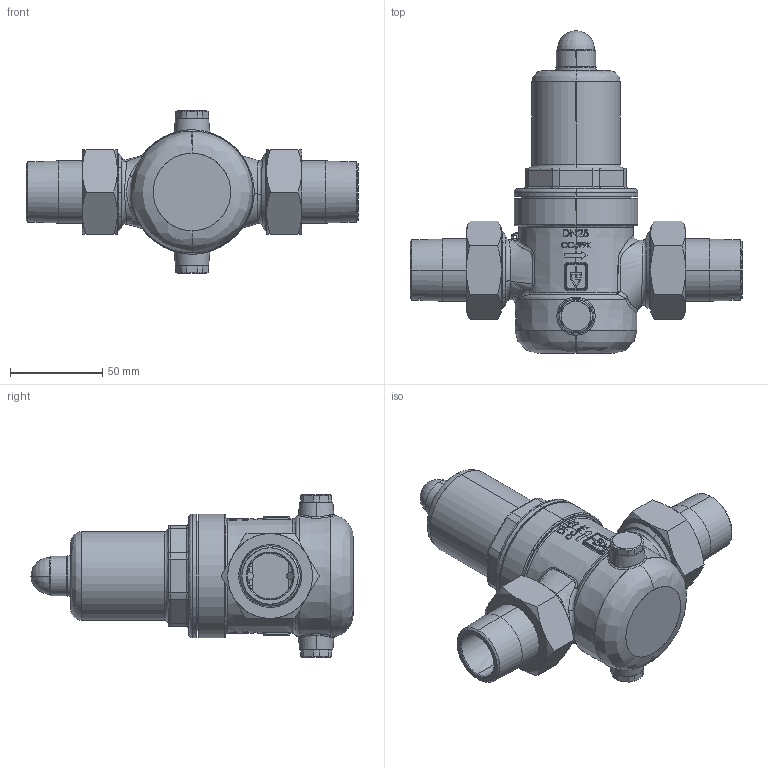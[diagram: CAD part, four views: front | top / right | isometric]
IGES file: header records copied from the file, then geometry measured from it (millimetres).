
Start section: SolidWorks IGES file using analytic representation for surfaces
Global section: file name: 681 25 DM.IGS; native system: SolidWorks 2011; preprocessor: SolidWorks 2011; author: Blankenhorn; date: 120626.152931; units: millimetre
Bounding box: 180 x 174.7 x 88 mm (x, y, z)
Surface area: 119856.9 mm2 (no closed solid volume)
Topology: 0 solids, 0 shells, 954 faces, 14913 edges, 14893 vertices
Faces by surface type: bspline 591, revolution 363
